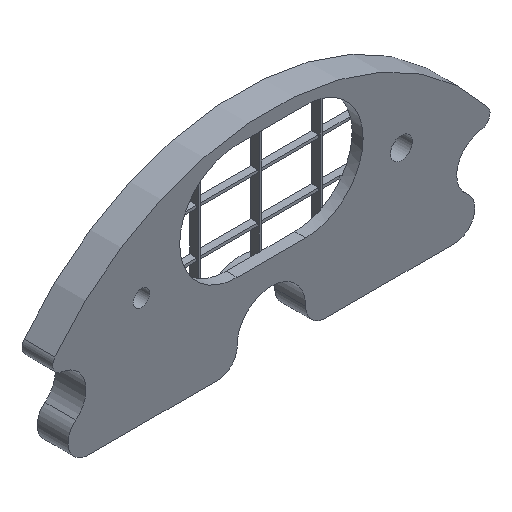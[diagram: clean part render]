
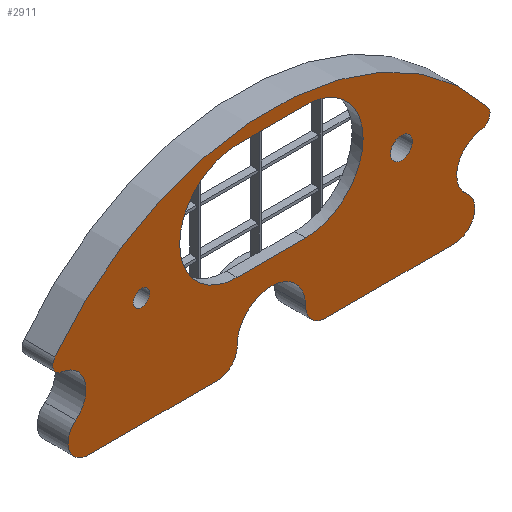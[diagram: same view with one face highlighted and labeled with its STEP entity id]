
A CAD part, isometric view. The second image highlights one B-rep face of the part: STEP entity #2911.
In plain terms, the highlighted planar face has unit normal (0, -1, 0).
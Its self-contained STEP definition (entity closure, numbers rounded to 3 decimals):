
#15=FACE_BOUND('',#368,.T.);
#16=FACE_BOUND('',#369,.T.);
#17=FACE_BOUND('',#370,.T.);
#99=CIRCLE('',#3111,2.9);
#100=CIRCLE('',#3112,5.);
#101=CIRCLE('',#3113,2.9);
#102=CIRCLE('',#3114,3.);
#103=CIRCLE('',#3115,4.);
#104=CIRCLE('',#3116,1.5);
#105=CIRCLE('',#3117,39.9);
#106=CIRCLE('',#3118,1.5);
#107=CIRCLE('',#3119,4.);
#108=CIRCLE('',#3120,3.);
#109=CIRCLE('',#3121,1.2);
#110=CIRCLE('',#3122,1.6);
#111=CIRCLE('',#3123,8.4);
#112=CIRCLE('',#3124,8.4);
#231=FACE_OUTER_BOUND('',#367,.T.);
#367=EDGE_LOOP('',(#2177,#2178,#2179,#2180,#2181,#2182,#2183,#2184,#2185,
#2186,#2187,#2188));
#368=EDGE_LOOP('',(#2189));
#369=EDGE_LOOP('',(#2190));
#370=EDGE_LOOP('',(#2191,#2192,#2193,#2194));
#644=LINE('',#4598,#975);
#645=LINE('',#4613,#976);
#646=LINE('',#4620,#977);
#647=LINE('',#4624,#978);
#975=VECTOR('',#3685,10.);
#976=VECTOR('',#3700,10.);
#977=VECTOR('',#3705,10.);
#978=VECTOR('',#3708,10.);
#1303=VERTEX_POINT('',#4590);
#1304=VERTEX_POINT('',#4591);
#1305=VERTEX_POINT('',#4593);
#1306=VERTEX_POINT('',#4595);
#1307=VERTEX_POINT('',#4597);
#1308=VERTEX_POINT('',#4599);
#1309=VERTEX_POINT('',#4601);
#1310=VERTEX_POINT('',#4603);
#1311=VERTEX_POINT('',#4605);
#1312=VERTEX_POINT('',#4607);
#1313=VERTEX_POINT('',#4609);
#1314=VERTEX_POINT('',#4611);
#1315=VERTEX_POINT('',#4614);
#1316=VERTEX_POINT('',#4616);
#1317=VERTEX_POINT('',#4618);
#1318=VERTEX_POINT('',#4619);
#1319=VERTEX_POINT('',#4621);
#1320=VERTEX_POINT('',#4623);
#1647=EDGE_CURVE('',#1303,#1304,#99,.T.);
#1648=EDGE_CURVE('',#1303,#1305,#100,.T.);
#1649=EDGE_CURVE('',#1306,#1305,#101,.T.);
#1650=EDGE_CURVE('',#1306,#1307,#644,.T.);
#1651=EDGE_CURVE('',#1308,#1307,#102,.T.);
#1652=EDGE_CURVE('',#1308,#1309,#103,.T.);
#1653=EDGE_CURVE('',#1310,#1309,#104,.T.);
#1654=EDGE_CURVE('',#1311,#1310,#105,.T.);
#1655=EDGE_CURVE('',#1312,#1311,#106,.T.);
#1656=EDGE_CURVE('',#1312,#1313,#107,.T.);
#1657=EDGE_CURVE('',#1314,#1313,#108,.T.);
#1658=EDGE_CURVE('',#1304,#1314,#645,.T.);
#1659=EDGE_CURVE('',#1315,#1315,#109,.T.);
#1660=EDGE_CURVE('',#1316,#1316,#110,.T.);
#1661=EDGE_CURVE('',#1317,#1318,#646,.T.);
#1662=EDGE_CURVE('',#1318,#1319,#111,.T.);
#1663=EDGE_CURVE('',#1319,#1320,#647,.T.);
#1664=EDGE_CURVE('',#1320,#1317,#112,.T.);
#2177=ORIENTED_EDGE('',*,*,#1647,.F.);
#2178=ORIENTED_EDGE('',*,*,#1648,.T.);
#2179=ORIENTED_EDGE('',*,*,#1649,.F.);
#2180=ORIENTED_EDGE('',*,*,#1650,.T.);
#2181=ORIENTED_EDGE('',*,*,#1651,.F.);
#2182=ORIENTED_EDGE('',*,*,#1652,.T.);
#2183=ORIENTED_EDGE('',*,*,#1653,.F.);
#2184=ORIENTED_EDGE('',*,*,#1654,.F.);
#2185=ORIENTED_EDGE('',*,*,#1655,.F.);
#2186=ORIENTED_EDGE('',*,*,#1656,.T.);
#2187=ORIENTED_EDGE('',*,*,#1657,.F.);
#2188=ORIENTED_EDGE('',*,*,#1658,.F.);
#2189=ORIENTED_EDGE('',*,*,#1659,.T.);
#2190=ORIENTED_EDGE('',*,*,#1660,.T.);
#2191=ORIENTED_EDGE('',*,*,#1661,.T.);
#2192=ORIENTED_EDGE('',*,*,#1662,.T.);
#2193=ORIENTED_EDGE('',*,*,#1663,.T.);
#2194=ORIENTED_EDGE('',*,*,#1664,.T.);
#2796=PLANE('',#3110);
#2911=ADVANCED_FACE('',(#231,#15,#16,#17),#2796,.F.);
#3110=AXIS2_PLACEMENT_3D('',#4589,#3677,#3678);
#3111=AXIS2_PLACEMENT_3D('',#4592,#3679,#3680);
#3112=AXIS2_PLACEMENT_3D('',#4594,#3681,#3682);
#3113=AXIS2_PLACEMENT_3D('',#4596,#3683,#3684);
#3114=AXIS2_PLACEMENT_3D('',#4600,#3686,#3687);
#3115=AXIS2_PLACEMENT_3D('',#4602,#3688,#3689);
#3116=AXIS2_PLACEMENT_3D('',#4604,#3690,#3691);
#3117=AXIS2_PLACEMENT_3D('',#4606,#3692,#3693);
#3118=AXIS2_PLACEMENT_3D('',#4608,#3694,#3695);
#3119=AXIS2_PLACEMENT_3D('',#4610,#3696,#3697);
#3120=AXIS2_PLACEMENT_3D('',#4612,#3698,#3699);
#3121=AXIS2_PLACEMENT_3D('',#4615,#3701,#3702);
#3122=AXIS2_PLACEMENT_3D('',#4617,#3703,#3704);
#3123=AXIS2_PLACEMENT_3D('',#4622,#3706,#3707);
#3124=AXIS2_PLACEMENT_3D('',#4625,#3709,#3710);
#3677=DIRECTION('center_axis',(0.,1.,0.));
#3678=DIRECTION('ref_axis',(1.,0.,0.));
#3679=DIRECTION('center_axis',(0.,1.,0.));
#3680=DIRECTION('ref_axis',(1.,0.,0.013));
#3681=DIRECTION('center_axis',(0.,1.,0.));
#3682=DIRECTION('ref_axis',(-1.,0.,-0.013));
#3683=DIRECTION('center_axis',(0.,1.,0.));
#3684=DIRECTION('ref_axis',(0.,0.,-1.));
#3685=DIRECTION('',(1.,0.,0.));
#3686=DIRECTION('center_axis',(0.,1.,0.));
#3687=DIRECTION('ref_axis',(0.624,0.,0.782));
#3688=DIRECTION('center_axis',(0.,1.,0.));
#3689=DIRECTION('ref_axis',(-0.624,0.,-0.782));
#3690=DIRECTION('center_axis',(0.,1.,0.));
#3691=DIRECTION('ref_axis',(0.793,0.,0.61));
#3692=DIRECTION('center_axis',(0.,1.,0.));
#3693=DIRECTION('ref_axis',(-0.793,0.,0.61));
#3694=DIRECTION('center_axis',(0.,1.,0.));
#3695=DIRECTION('ref_axis',(-0.119,0.,-0.993));
#3696=DIRECTION('center_axis',(0.,1.,0.));
#3697=DIRECTION('ref_axis',(0.119,0.,0.993));
#3698=DIRECTION('center_axis',(0.,1.,0.));
#3699=DIRECTION('ref_axis',(0.,0.,-1.));
#3700=DIRECTION('',(-1.,0.,0.));
#3701=DIRECTION('center_axis',(0.,1.,0.));
#3702=DIRECTION('ref_axis',(1.,0.,0.));
#3703=DIRECTION('center_axis',(0.,1.,0.));
#3704=DIRECTION('ref_axis',(1.,0.,0.));
#3705=DIRECTION('',(-1.,0.,0.));
#3706=DIRECTION('center_axis',(0.,1.,0.));
#3707=DIRECTION('ref_axis',(0.,0.,-1.));
#3708=DIRECTION('',(1.,0.,0.));
#3709=DIRECTION('center_axis',(0.,1.,0.));
#3710=DIRECTION('ref_axis',(0.,0.,1.));
#4589=CARTESIAN_POINT('Origin',(0.,0.,-4.789));
#4590=CARTESIAN_POINT('',(-5.,0.,-17.063));
#4591=CARTESIAN_POINT('',(-7.899,0.,-20.));
#4592=CARTESIAN_POINT('Origin',(-7.899,0.,-17.1));
#4593=CARTESIAN_POINT('',(5.,0.,-17.063));
#4594=CARTESIAN_POINT('Origin',(0.,0.,-17.));
#4595=CARTESIAN_POINT('',(7.899,0.,-20.));
#4596=CARTESIAN_POINT('Origin',(7.899,0.,-17.1));
#4597=CARTESIAN_POINT('',(26.724,0.,-20.));
#4598=CARTESIAN_POINT('',(7.899,0.,-20.));
#4599=CARTESIAN_POINT('',(28.595,0.,-14.655));
#4600=CARTESIAN_POINT('Origin',(26.724,0.,-17.));
#4601=CARTESIAN_POINT('',(30.616,0.,-7.557));
#4602=CARTESIAN_POINT('Origin',(31.09,0.,-11.529));
#4603=CARTESIAN_POINT('',(31.627,0.,-5.153));
#4604=CARTESIAN_POINT('Origin',(30.438,0.,-6.068));
#4605=CARTESIAN_POINT('',(-31.627,0.,-5.153));
#4606=CARTESIAN_POINT('Origin',(0.,0.,-29.479));
#4607=CARTESIAN_POINT('',(-30.616,0.,-7.557));
#4608=CARTESIAN_POINT('Origin',(-30.438,0.,-6.068));
#4609=CARTESIAN_POINT('',(-28.595,0.,-14.655));
#4610=CARTESIAN_POINT('Origin',(-31.09,0.,-11.529));
#4611=CARTESIAN_POINT('',(-26.724,0.,-20.));
#4612=CARTESIAN_POINT('Origin',(-26.724,0.,-17.));
#4613=CARTESIAN_POINT('',(-7.899,0.,-20.));
#4614=CARTESIAN_POINT('',(-20.2,0.,-4.));
#4615=CARTESIAN_POINT('Origin',(-19.,0.,-4.));
#4616=CARTESIAN_POINT('',(17.4,0.,-4.));
#4617=CARTESIAN_POINT('Origin',(19.,0.,-4.));
#4618=CARTESIAN_POINT('',(5.,0.,-8.4));
#4619=CARTESIAN_POINT('',(-5.,0.,-8.4));
#4620=CARTESIAN_POINT('',(2.5,0.,-8.4));
#4621=CARTESIAN_POINT('',(-5.,0.,8.4));
#4622=CARTESIAN_POINT('Origin',(-5.,0.,0.));
#4623=CARTESIAN_POINT('',(5.,0.,8.4));
#4624=CARTESIAN_POINT('',(-2.5,0.,8.4));
#4625=CARTESIAN_POINT('Origin',(5.,0.,0.));
